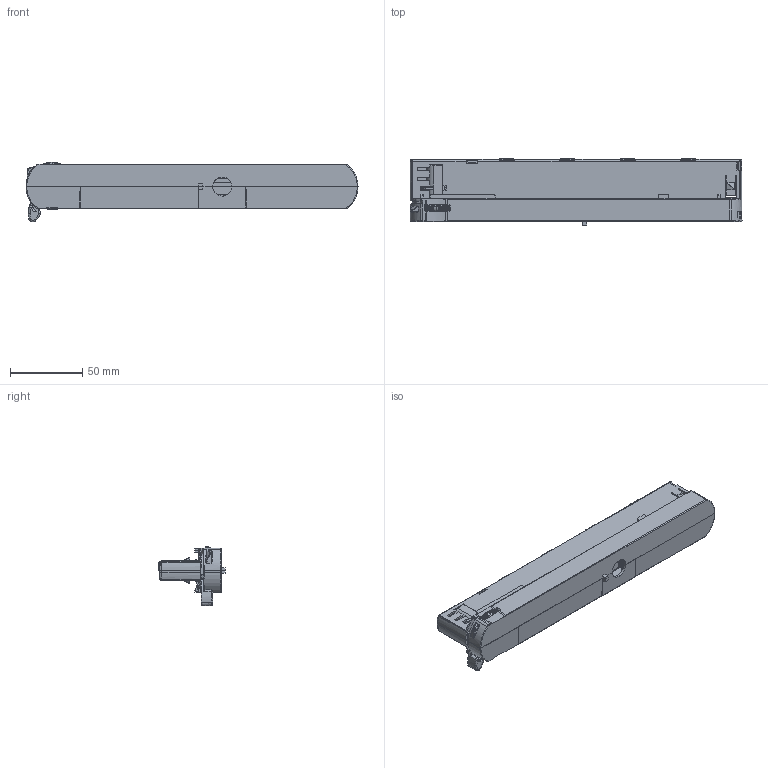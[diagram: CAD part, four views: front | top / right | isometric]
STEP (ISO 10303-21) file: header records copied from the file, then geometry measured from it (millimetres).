
FILE_DESCRIPTION((''),'2;1');
FILE_NAME('LWTC30W-V3_ASM','2020-12-04T14:19:16',('wsenga'),(''),'CREO PARAMETRIC BY PTC INC, 2019080','CREO PARAMETRIC BY PTC INC, 2019080','');
FILE_SCHEMA(('CONFIG_CONTROL_DESIGN'));
Length unit declared in the file: millimetre
Products named in the file (17): 881003_B_COVER_ON_OFF; 808033_00; _410001; _39_3_0001; _39_2_0001; 881005_D_COVER_DALI_ON_OFF_ASM; 881004_C_COVER_DALI_ON_OFF; 881510_00; 881511_00; 881577_ASM; 881002_A_COVER_ON_OFF; 813273_00; _3_1_0001; _3_2_0001; 2NEW1730_0001_ASM; PRO-41050_1_ASM; LWTC30W-V3_ASM
Assembly tree (17 placements, depth 4):
  LWTC30W-V3_ASM
    PRO-41050_1_ASM
      881003_B_COVER_ON_OFF
      808033_00  x2
      881005_D_COVER_DALI_ON_OFF_ASM
        _410001
        _39_3_0001
        _39_2_0001
      881004_C_COVER_DALI_ON_OFF
      881577_ASM
        881510_00
        881511_00
      881002_A_COVER_ON_OFF
      813273_00
      2NEW1730_0001_ASM
        _3_1_0001
        _3_2_0001
Bounding box: 230.53 x 46.1 x 41.49 mm (x, y, z)
Volume: 26223.6 mm3; surface area: 78166.6 mm2
Topology: 11 solids, 14 shells, 1760 faces, 5021 edges, 3243 vertices
Faces by surface type: plane 1007, cylinder 393, bspline 175, cone 79, torus 78, extrusion 19, sphere 9
Entity records: 68488 total; most frequent: CARTESIAN_POINT 25730, ORIENTED_EDGE 9827, DIRECTION 7447, EDGE_CURVE 4927, VERTEX_POINT 3195, VECTOR 2919, LINE 2900, AXIS2_PLACEMENT_3D 2264
